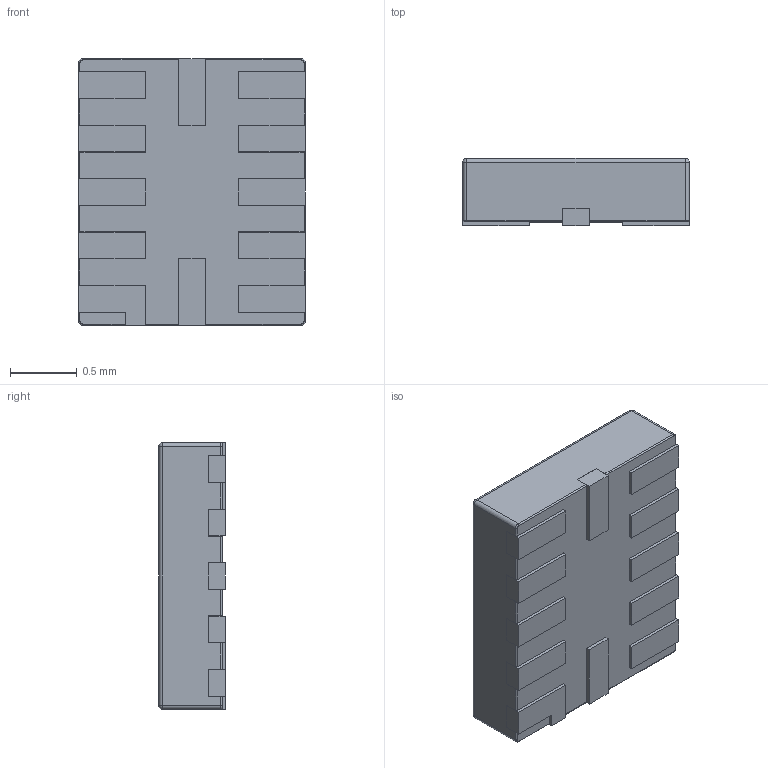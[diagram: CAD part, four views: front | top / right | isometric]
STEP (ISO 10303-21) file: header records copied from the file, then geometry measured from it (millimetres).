
FILE_DESCRIPTION (( 'STEP AP214' ), '1' );
FILE_NAME ('NTS0104GU12,115.STEP', '2024-11-22T06:14:09', ( '' ), ( '' ), 'SwSTEP 2.0', 'SolidWorks 2016', '' );
FILE_SCHEMA (( 'AUTOMOTIVE_DESIGN' ));
Length unit declared in the file: millimetre
Products named in the file (1): NTS0104GU12,115
Bounding box: 1.7 x 0.5 x 2 mm (x, y, z)
Volume: 1.6 mm3; surface area: 16 mm2
Topology: 13 solids, 13 shells, 166 faces, 401 edges, 258 vertices
Faces by surface type: plane 131, cylinder 27, sphere 4, torus 4
Entity records: 5695 total; most frequent: CARTESIAN_POINT 822, ORIENTED_EDGE 794, DIRECTION 789, EDGE_CURVE 397, VECTOR 339, LINE 339, VERTEX_POINT 258, AXIS2_PLACEMENT_3D 225
